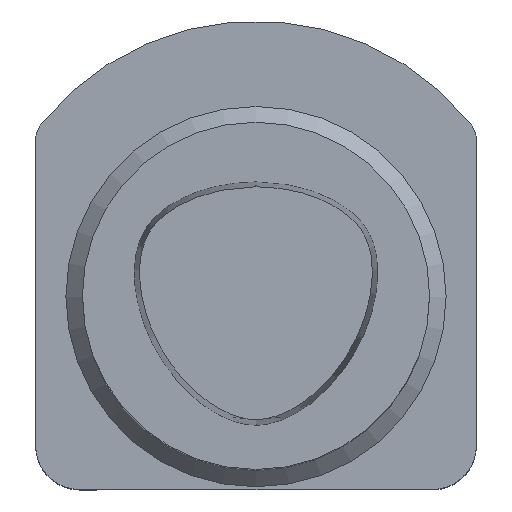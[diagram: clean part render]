
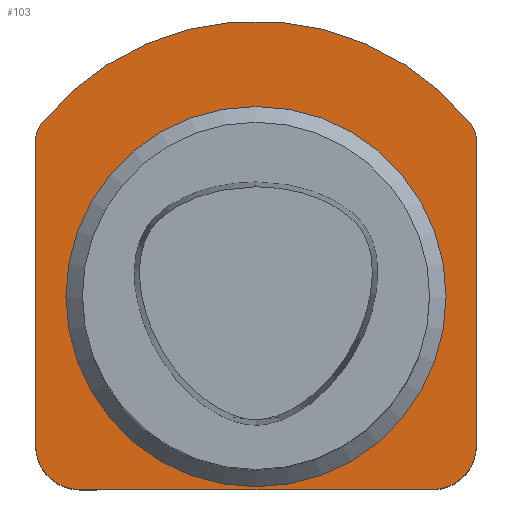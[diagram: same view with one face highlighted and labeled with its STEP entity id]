
A CAD part, top view. The second image highlights one B-rep face of the part: STEP entity #103.
In plain terms, the highlighted planar face has unit normal (0, 0, 1).
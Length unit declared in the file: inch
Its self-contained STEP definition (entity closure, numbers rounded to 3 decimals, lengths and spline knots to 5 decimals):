
#103=ADVANCED_FACE('Unnamed[1]',(#286,#287),#288,.T.);
#107=EDGE_CURVE('Unnamed[1]',#294,#295,#296,.T.);
#113=EDGE_CURVE('Unnamed[1]',#298,#305,#306,.T.);
#178=EDGE_CURVE('Unnamed[1]',#394,#351,#395,.T.);
#196=EDGE_CURVE('Unnamed[1]',#418,#418,#419,.T.);
#205=EDGE_CURVE('Unnamed[1]',#351,#314,#429,.T.);
#212=EDGE_CURVE('Unnamed[1]',#438,#394,#439,.T.);
#228=EDGE_CURVE('Unnamed[1]',#314,#298,#457,.T.);
#234=EDGE_CURVE('Unnamed[1]',#438,#295,#463,.T.);
#238=EDGE_CURVE('Unnamed[1]',#305,#294,#467,.T.);
#286=FACE_BOUND('',#516,.T.);
#287=FACE_OUTER_BOUND('',#517,.T.);
#288=PLANE('',#518);
#294=VERTEX_POINT('',#527);
#295=VERTEX_POINT('',#528);
#296=CIRCLE('',#529,5.0);
#298=VERTEX_POINT('',#532);
#305=VERTEX_POINT('',#543);
#306=CIRCLE('',#544,8.0);
#314=VERTEX_POINT('',#557);
#351=VERTEX_POINT('',#612);
#394=VERTEX_POINT('',#669);
#395=LINE('',#670,#671);
#418=VERTEX_POINT('',#736);
#419=CIRCLE('',#737,34.5001);
#429=CIRCLE('',#753,8.0);
#438=VERTEX_POINT('',#837);
#439=CIRCLE('',#838,5.0);
#457=LINE('',#881,#882);
#463=CIRCLE('',#907,50.);
#467=LINE('',#914,#915);
#516=EDGE_LOOP('',(#1021));
#517=EDGE_LOOP('',(#1022,#1023,#1024,#1025,#1026,#1027,#1028,#1029));
#518=AXIS2_PLACEMENT_3D('',#1030,#1031,#1032);
#527=CARTESIAN_POINT('',(40.,28.28427,-80.0));
#528=CARTESIAN_POINT('',(38.88889,31.42697,-80.0));
#529=AXIS2_PLACEMENT_3D('',#1034,#1035,#1036);
#532=CARTESIAN_POINT('',(32.,-35.,-80.0));
#543=CARTESIAN_POINT('',(40.,-27.,-80.0));
#544=AXIS2_PLACEMENT_3D('',#1039,#1040,#1041);
#557=CARTESIAN_POINT('',(-32.,-35.,-80.0));
#612=CARTESIAN_POINT('',(-40.,-27.,-80.0));
#669=CARTESIAN_POINT('',(-40.0,28.28427,-80.0));
#670=CARTESIAN_POINT('',(-40.,0.32107,-80.0));
#671=VECTOR('',#1150,1.0);
#736=CARTESIAN_POINT('',(34.5001,0.,-80.0));
#737=AXIS2_PLACEMENT_3D('',#1170,#1171,#1172);
#753=AXIS2_PLACEMENT_3D('',#1182,#1183,#1184);
#837=CARTESIAN_POINT('',(-38.88889,31.42697,-80.0));
#838=AXIS2_PLACEMENT_3D('',#1191,#1192,#1193);
#881=CARTESIAN_POINT('',(21.12503,-35.,-80.0));
#882=VECTOR('',#1215,1.0);
#907=AXIS2_PLACEMENT_3D('',#1217,#1218,#1219);
#914=CARTESIAN_POINT('',(40.,0.32107,-80.0));
#915=VECTOR('',#1221,1.0);
#1021=ORIENTED_EDGE('',*,*,#196,.T.);
#1022=ORIENTED_EDGE('',*,*,#212,.T.);
#1023=ORIENTED_EDGE('',*,*,#178,.T.);
#1024=ORIENTED_EDGE('',*,*,#205,.T.);
#1025=ORIENTED_EDGE('',*,*,#228,.T.);
#1026=ORIENTED_EDGE('',*,*,#113,.T.);
#1027=ORIENTED_EDGE('',*,*,#238,.T.);
#1028=ORIENTED_EDGE('',*,*,#107,.T.);
#1029=ORIENTED_EDGE('',*,*,#234,.F.);
#1030=CARTESIAN_POINT('',(42.25005,0.,-80.0));
#1031=DIRECTION('',(0.,0.,1.0));
#1032=DIRECTION('',(-1.0,0.,0.));
#1034=CARTESIAN_POINT('',(35.,28.28427,-80.0));
#1035=DIRECTION('',(0.,0.,1.0));
#1036=DIRECTION('',(0.,1.0,0.));
#1039=CARTESIAN_POINT('',(32.,-27.,-80.0));
#1040=DIRECTION('',(0.,0.,1.0));
#1041=DIRECTION('',(0.,1.0,0.));
#1150=DIRECTION('',(0.,-1.0,0.));
#1170=CARTESIAN_POINT('',(0.,0.,-80.0));
#1171=DIRECTION('',(0.,0.,-1.0));
#1172=DIRECTION('',(1.0,0.,0.));
#1182=CARTESIAN_POINT('',(-32.,-27.,-80.0));
#1183=DIRECTION('',(0.,0.,1.0));
#1184=DIRECTION('',(0.,1.0,0.));
#1191=CARTESIAN_POINT('',(-35.,28.28427,-80.0));
#1192=DIRECTION('',(0.,0.,1.0));
#1193=DIRECTION('',(0.,1.0,0.));
#1215=DIRECTION('',(1.0,0.,0.));
#1217=CARTESIAN_POINT('',(0.,0.,-80.0));
#1218=DIRECTION('',(0.,0.,-1.0));
#1219=DIRECTION('',(1.0,0.,0.));
#1221=DIRECTION('',(0.,1.0,0.));
